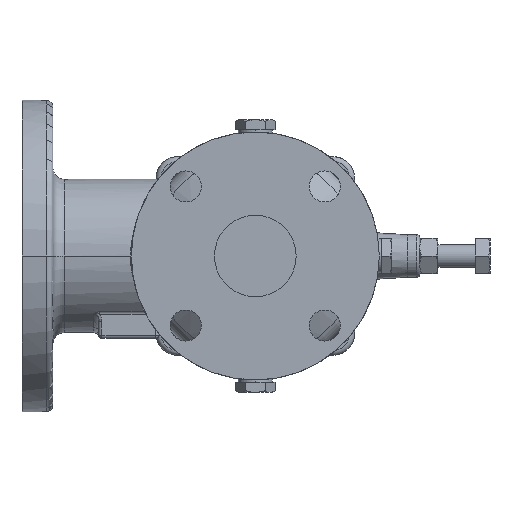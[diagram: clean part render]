
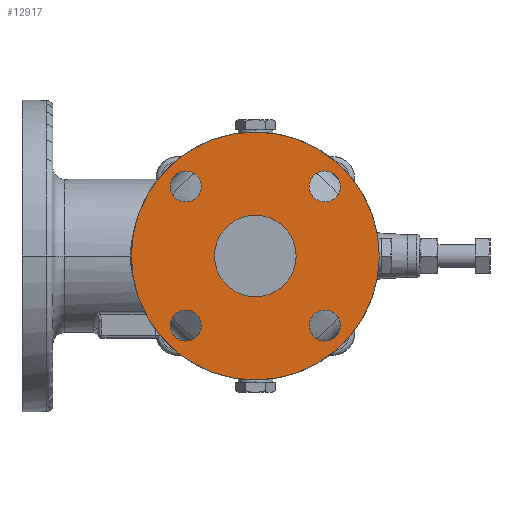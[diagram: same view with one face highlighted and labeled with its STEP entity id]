
A CAD part, left-side view. The second image highlights one B-rep face of the part: STEP entity #12917.
In plain terms, the highlighted planar face has unit normal (-1, 0, 0).
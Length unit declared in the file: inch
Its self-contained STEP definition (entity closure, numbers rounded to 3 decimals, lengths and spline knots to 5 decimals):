
#164 = VERTEX_POINT ( 'NONE', #4217 ) ;
#345 = DIRECTION ( 'NONE',  ( 0., -1., 0. ) ) ;
#692 = ORIENTED_EDGE ( 'NONE', *, *, #22754, .F. ) ;
#733 = AXIS2_PLACEMENT_3D ( 'NONE', #10403, #23247, #12259 ) ;
#856 = VERTEX_POINT ( 'NONE', #15192 ) ;
#967 = CIRCLE ( 'NONE', #9699, 2.99213 ) ;
#1303 = VERTEX_POINT ( 'NONE', #23718 ) ;
#1608 = AXIS2_PLACEMENT_3D ( 'NONE', #21567, #10585, #23429 ) ;
#2693 = CARTESIAN_POINT ( 'NONE',  ( -7.08661, 0., 0. ) ) ;
#2948 = CARTESIAN_POINT ( 'NONE',  ( -7.08661, -1.67729, 1.67729 ) ) ;
#3092 = PLANE ( 'NONE',  #13464 ) ;
#3158 = CARTESIAN_POINT ( 'NONE',  ( -7.08661, 0.98425, 0. ) ) ;
#3529 = ORIENTED_EDGE ( 'NONE', *, *, #6383, .F. ) ;
#3624 = DIRECTION ( 'NONE',  ( -1., 0., 0. ) ) ;
#4217 = CARTESIAN_POINT ( 'NONE',  ( -7.08661, 2.05131, -1.67729 ) ) ;
#4481 = CARTESIAN_POINT ( 'NONE',  ( -7.08661, 1.67729, -1.67729 ) ) ;
#4528 = DIRECTION ( 'NONE',  ( 0., -1., 0. ) ) ;
#4613 = CIRCLE ( 'NONE', #8413, 0.37402 ) ;
#4713 = AXIS2_PLACEMENT_3D ( 'NONE', #22403, #11417, #345 ) ;
#4749 = VERTEX_POINT ( 'NONE', #10022 ) ;
#4789 = DIRECTION ( 'NONE',  ( 0., -1., 0. ) ) ;
#4843 = ORIENTED_EDGE ( 'NONE', *, *, #8933, .T. ) ;
#4932 = CARTESIAN_POINT ( 'NONE',  ( -7.08661, -2.99213, 0. ) ) ;
#4958 = FACE_BOUND ( 'NONE', #6916, .T. ) ;
#5176 = CIRCLE ( 'NONE', #8271, 0.98425 ) ;
#5383 = ORIENTED_EDGE ( 'NONE', *, *, #18587, .F. ) ;
#5514 = CARTESIAN_POINT ( 'NONE',  ( -7.08661, 2.99213, 0. ) ) ;
#5731 = CARTESIAN_POINT ( 'NONE',  ( -7.08661, 0., 0. ) ) ;
#6334 = DIRECTION ( 'NONE',  ( 0., -1., 0. ) ) ;
#6383 = EDGE_CURVE ( 'NONE', #4749, #19706, #8024, .T. ) ;
#6386 = ORIENTED_EDGE ( 'NONE', *, *, #17350, .F. ) ;
#6555 = CIRCLE ( 'NONE', #7794, 0.37402 ) ;
#6602 = ORIENTED_EDGE ( 'NONE', *, *, #19387, .F. ) ;
#6697 = FACE_BOUND ( 'NONE', #18534, .T. ) ;
#6916 = EDGE_LOOP ( 'NONE', ( #3529, #18649 ) ) ;
#7369 = EDGE_LOOP ( 'NONE', ( #5383, #20599 ) ) ;
#7558 = DIRECTION ( 'NONE',  ( 0., -1., 0. ) ) ;
#7741 = EDGE_CURVE ( 'NONE', #19706, #4749, #6555, .T. ) ;
#7794 = AXIS2_PLACEMENT_3D ( 'NONE', #2948, #15841, #4789 ) ;
#8024 = CIRCLE ( 'NONE', #8869, 0.37402 ) ;
#8271 = AXIS2_PLACEMENT_3D ( 'NONE', #14672, #3624, #16494 ) ;
#8413 = AXIS2_PLACEMENT_3D ( 'NONE', #21028, #10039, #22863 ) ;
#8432 = EDGE_CURVE ( 'NONE', #856, #164, #14006, .T. ) ;
#8552 = DIRECTION ( 'NONE',  ( -1., 0., 0. ) ) ;
#8869 = AXIS2_PLACEMENT_3D ( 'NONE', #9095, #21938, #10971 ) ;
#8933 = EDGE_CURVE ( 'NONE', #17026, #12302, #967, .T. ) ;
#9095 = CARTESIAN_POINT ( 'NONE',  ( -7.08661, -1.67729, 1.67729 ) ) ;
#9163 = DIRECTION ( 'NONE',  ( -1., 0., 0. ) ) ;
#9196 = DIRECTION ( 'NONE',  ( -1., 0., 0. ) ) ;
#9435 = EDGE_LOOP ( 'NONE', ( #6602, #692 ) ) ;
#9660 = ORIENTED_EDGE ( 'NONE', *, *, #20406, .T. ) ;
#9699 = AXIS2_PLACEMENT_3D ( 'NONE', #2693, #15589, #4528 ) ;
#9747 = ORIENTED_EDGE ( 'NONE', *, *, #8432, .F. ) ;
#9867 = FACE_BOUND ( 'NONE', #7369, .T. ) ;
#10022 = CARTESIAN_POINT ( 'NONE',  ( -7.08661, -2.05131, 1.67729 ) ) ;
#10039 = DIRECTION ( 'NONE',  ( -1., 0., 0. ) ) ;
#10077 = CARTESIAN_POINT ( 'NONE',  ( -7.08661, -1.30327, 1.67729 ) ) ;
#10340 = CIRCLE ( 'NONE', #12882, 0.37402 ) ;
#10403 = CARTESIAN_POINT ( 'NONE',  ( -7.08661, -1.67729, -1.67729 ) ) ;
#10585 = DIRECTION ( 'NONE',  ( -1., 0., 0. ) ) ;
#10911 = VERTEX_POINT ( 'NONE', #17475 ) ;
#10971 = DIRECTION ( 'NONE',  ( 0., -1., 0. ) ) ;
#10996 = EDGE_CURVE ( 'NONE', #19255, #10911, #13389, .T. ) ;
#11417 = DIRECTION ( 'NONE',  ( -1., 0., 0. ) ) ;
#11852 = AXIS2_PLACEMENT_3D ( 'NONE', #4481, #17366, #6334 ) ;
#12070 = CARTESIAN_POINT ( 'NONE',  ( -7.08661, -2.99213, 0. ) ) ;
#12159 = VERTEX_POINT ( 'NONE', #12896 ) ;
#12259 = DIRECTION ( 'NONE',  ( 0., -1., 0. ) ) ;
#12302 = VERTEX_POINT ( 'NONE', #12070 ) ;
#12584 = CIRCLE ( 'NONE', #17836, 0.98425 ) ;
#12882 = AXIS2_PLACEMENT_3D ( 'NONE', #20172, #9163, #21994 ) ;
#12896 = CARTESIAN_POINT ( 'NONE',  ( -7.08661, 2.05131, 1.67729 ) ) ;
#12917 = ADVANCED_FACE ( 'NONE', ( #6697, #4958, #9867, #14775, #19071, #14199 ), #3092, .T. ) ;
#13389 = CIRCLE ( 'NONE', #733, 0.37402 ) ;
#13464 = AXIS2_PLACEMENT_3D ( 'NONE', #4932, #8552, #19645 ) ;
#14006 = CIRCLE ( 'NONE', #11852, 0.37402 ) ;
#14199 = FACE_OUTER_BOUND ( 'NONE', #19474, .T. ) ;
#14672 = CARTESIAN_POINT ( 'NONE',  ( -7.08661, 0., 0. ) ) ;
#14775 = FACE_BOUND ( 'NONE', #16083, .T. ) ;
#15050 = CIRCLE ( 'NONE', #1608, 0.37402 ) ;
#15192 = CARTESIAN_POINT ( 'NONE',  ( -7.08661, 1.30327, -1.67729 ) ) ;
#15589 = DIRECTION ( 'NONE',  ( -1., 0., 0. ) ) ;
#15805 = AXIS2_PLACEMENT_3D ( 'NONE', #5731, #18606, #7558 ) ;
#15841 = DIRECTION ( 'NONE',  ( -1., 0., 0. ) ) ;
#15877 = VERTEX_POINT ( 'NONE', #20391 ) ;
#16083 = EDGE_LOOP ( 'NONE', ( #9747, #23194 ) ) ;
#16494 = DIRECTION ( 'NONE',  ( 0., -1., 0. ) ) ;
#16961 = CIRCLE ( 'NONE', #15805, 2.99213 ) ;
#17026 = VERTEX_POINT ( 'NONE', #5514 ) ;
#17150 = ORIENTED_EDGE ( 'NONE', *, *, #18520, .F. ) ;
#17350 = EDGE_CURVE ( 'NONE', #1303, #12159, #15050, .T. ) ;
#17366 = DIRECTION ( 'NONE',  ( -1., 0., 0. ) ) ;
#17475 = CARTESIAN_POINT ( 'NONE',  ( -7.08661, -2.05131, -1.67729 ) ) ;
#17836 = AXIS2_PLACEMENT_3D ( 'NONE', #20205, #9196, #22035 ) ;
#18520 = EDGE_CURVE ( 'NONE', #12159, #1303, #22725, .T. ) ;
#18534 = EDGE_LOOP ( 'NONE', ( #6386, #17150 ) ) ;
#18587 = EDGE_CURVE ( 'NONE', #10911, #19255, #4613, .T. ) ;
#18606 = DIRECTION ( 'NONE',  ( -1., 0., 0. ) ) ;
#18649 = ORIENTED_EDGE ( 'NONE', *, *, #7741, .F. ) ;
#19071 = FACE_BOUND ( 'NONE', #9435, .T. ) ;
#19255 = VERTEX_POINT ( 'NONE', #21467 ) ;
#19387 = EDGE_CURVE ( 'NONE', #15877, #23160, #5176, .T. ) ;
#19474 = EDGE_LOOP ( 'NONE', ( #9660, #4843 ) ) ;
#19645 = DIRECTION ( 'NONE',  ( 0., -1., 0. ) ) ;
#19706 = VERTEX_POINT ( 'NONE', #10077 ) ;
#20172 = CARTESIAN_POINT ( 'NONE',  ( -7.08661, 1.67729, -1.67729 ) ) ;
#20205 = CARTESIAN_POINT ( 'NONE',  ( -7.08661, 0., 0. ) ) ;
#20391 = CARTESIAN_POINT ( 'NONE',  ( -7.08661, -0.98425, 0. ) ) ;
#20406 = EDGE_CURVE ( 'NONE', #12302, #17026, #16961, .T. ) ;
#20599 = ORIENTED_EDGE ( 'NONE', *, *, #10996, .F. ) ;
#20714 = EDGE_CURVE ( 'NONE', #164, #856, #10340, .T. ) ;
#21028 = CARTESIAN_POINT ( 'NONE',  ( -7.08661, -1.67729, -1.67729 ) ) ;
#21467 = CARTESIAN_POINT ( 'NONE',  ( -7.08661, -1.30327, -1.67729 ) ) ;
#21567 = CARTESIAN_POINT ( 'NONE',  ( -7.08661, 1.67729, 1.67729 ) ) ;
#21938 = DIRECTION ( 'NONE',  ( -1., 0., 0. ) ) ;
#21994 = DIRECTION ( 'NONE',  ( 0., -1., 0. ) ) ;
#22035 = DIRECTION ( 'NONE',  ( 0., -1., 0. ) ) ;
#22403 = CARTESIAN_POINT ( 'NONE',  ( -7.08661, 1.67729, 1.67729 ) ) ;
#22725 = CIRCLE ( 'NONE', #4713, 0.37402 ) ;
#22754 = EDGE_CURVE ( 'NONE', #23160, #15877, #12584, .T. ) ;
#22863 = DIRECTION ( 'NONE',  ( 0., -1., 0. ) ) ;
#23160 = VERTEX_POINT ( 'NONE', #3158 ) ;
#23194 = ORIENTED_EDGE ( 'NONE', *, *, #20714, .F. ) ;
#23247 = DIRECTION ( 'NONE',  ( -1., 0., 0. ) ) ;
#23429 = DIRECTION ( 'NONE',  ( 0., -1., 0. ) ) ;
#23718 = CARTESIAN_POINT ( 'NONE',  ( -7.08661, 1.30327, 1.67729 ) ) ;
